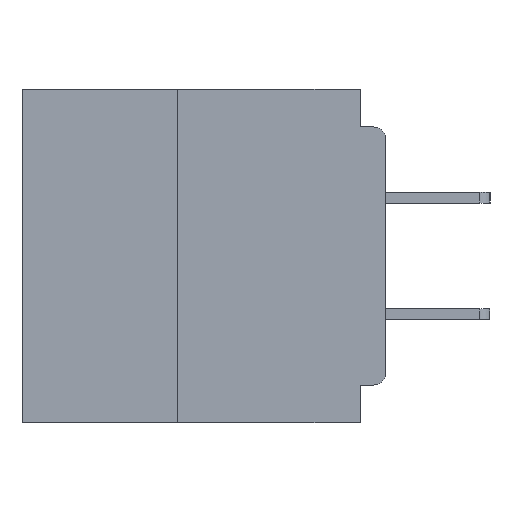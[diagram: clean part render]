
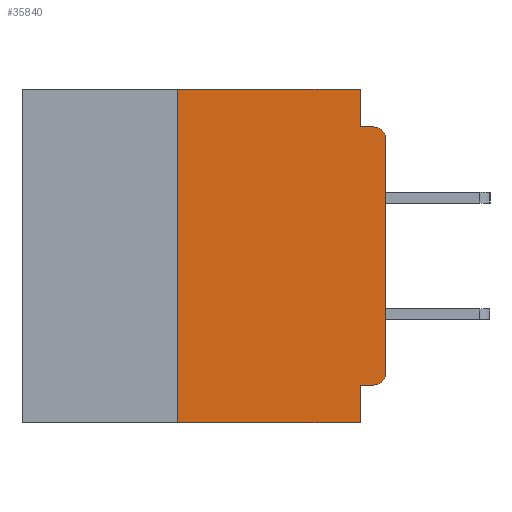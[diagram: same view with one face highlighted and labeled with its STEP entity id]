
A CAD part, left-side view. The second image highlights one B-rep face of the part: STEP entity #35840.
In plain terms, the highlighted planar face has unit normal (-1, 0, 0).
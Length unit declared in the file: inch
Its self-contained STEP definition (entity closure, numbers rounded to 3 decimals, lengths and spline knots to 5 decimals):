
#150 = DIRECTION ( 'NONE',  ( -1., 0., 0. ) ) ;
#1092 = VERTEX_POINT ( 'NONE', #26701 ) ;
#3638 = DIRECTION ( 'NONE',  ( 0., 0., -1. ) ) ;
#4122 = LINE ( 'NONE', #6784, #34997 ) ;
#4369 = VERTEX_POINT ( 'NONE', #6130 ) ;
#5166 = CARTESIAN_POINT ( 'NONE',  ( 0., 0., 0. ) ) ;
#5687 = DIRECTION ( 'NONE',  ( 0., -1., 0. ) ) ;
#6130 = CARTESIAN_POINT ( 'NONE',  ( 0., 0.015, -0.355 ) ) ;
#6784 = CARTESIAN_POINT ( 'NONE',  ( 0., 0.031, 0. ) ) ;
#7709 = VERTEX_POINT ( 'NONE', #38235 ) ;
#8027 = ORIENTED_EDGE ( 'NONE', *, *, #39952, .F. ) ;
#9154 = ORIENTED_EDGE ( 'NONE', *, *, #37226, .T. ) ;
#9834 = EDGE_CURVE ( 'NONE', #7709, #18447, #31217, .T. ) ;
#10795 = ORIENTED_EDGE ( 'NONE', *, *, #32633, .T. ) ;
#11079 = VERTEX_POINT ( 'NONE', #13461 ) ;
#11352 = EDGE_CURVE ( 'NONE', #4369, #13658, #33491, .T. ) ;
#11549 = VECTOR ( 'NONE', #36016, 39.37008 ) ;
#13191 = LINE ( 'NONE', #18811, #36768 ) ;
#13461 = CARTESIAN_POINT ( 'NONE',  ( 0., 0.031, 0. ) ) ;
#13658 = VERTEX_POINT ( 'NONE', #20927 ) ;
#13680 = ORIENTED_EDGE ( 'NONE', *, *, #37330, .F. ) ;
#13770 = DIRECTION ( 'NONE',  ( 0., -1., 0. ) ) ;
#14495 = LINE ( 'NONE', #24205, #30836 ) ;
#14813 = DIRECTION ( 'NONE',  ( -1., 0., 0. ) ) ;
#14983 = AXIS2_PLACEMENT_3D ( 'NONE', #26003, #38344, #19964 ) ;
#15309 = LINE ( 'NONE', #24889, #38862 ) ;
#16241 = EDGE_CURVE ( 'NONE', #13658, #19133, #19784, .T. ) ;
#16383 = LINE ( 'NONE', #32320, #24595 ) ;
#18267 = ORIENTED_EDGE ( 'NONE', *, *, #16241, .T. ) ;
#18447 = VERTEX_POINT ( 'NONE', #31829 ) ;
#18529 = ORIENTED_EDGE ( 'NONE', *, *, #28312, .F. ) ;
#18763 = CARTESIAN_POINT ( 'NONE',  ( 0., 0.015, -0.06 ) ) ;
#18811 = CARTESIAN_POINT ( 'NONE',  ( 0., 0., -0.355 ) ) ;
#19133 = VERTEX_POINT ( 'NONE', #20709 ) ;
#19551 = CARTESIAN_POINT ( 'NONE',  ( 0., 0.031, -0.4 ) ) ;
#19784 = LINE ( 'NONE', #5166, #11549 ) ;
#19964 = DIRECTION ( 'NONE',  ( 0., 0., -1. ) ) ;
#20709 = CARTESIAN_POINT ( 'NONE',  ( 0., 0., -0.06 ) ) ;
#20927 = CARTESIAN_POINT ( 'NONE',  ( 0., 0., -0.34 ) ) ;
#21604 = CARTESIAN_POINT ( 'NONE',  ( 0., 0.031, -0.045 ) ) ;
#21890 = DIRECTION ( 'NONE',  ( 0., 0., -1. ) ) ;
#22608 = FACE_OUTER_BOUND ( 'NONE', #25577, .T. ) ;
#22757 = VERTEX_POINT ( 'NONE', #28164 ) ;
#23102 = VECTOR ( 'NONE', #23737, 39.37008 ) ;
#23301 = DIRECTION ( 'NONE',  ( 0., 0., -1. ) ) ;
#23737 = DIRECTION ( 'NONE',  ( 0., 0., 1. ) ) ;
#24205 = CARTESIAN_POINT ( 'NONE',  ( 0., 0.437, 0. ) ) ;
#24595 = VECTOR ( 'NONE', #13770, 39.37008 ) ;
#24876 = DIRECTION ( 'NONE',  ( 0., 1., 0. ) ) ;
#24889 = CARTESIAN_POINT ( 'NONE',  ( 0., 0.437, -0.4 ) ) ;
#25577 = EDGE_LOOP ( 'NONE', ( #18267, #10795, #18529, #13680, #30350, #35613, #9154, #8027, #28690, #36998 ) ) ;
#26003 = CARTESIAN_POINT ( 'NONE',  ( 0., 0.437, 0. ) ) ;
#26701 = CARTESIAN_POINT ( 'NONE',  ( 0., 0.031, -0.355 ) ) ;
#27891 = EDGE_CURVE ( 'NONE', #18447, #11079, #14495, .T. ) ;
#27978 = DIRECTION ( 'NONE',  ( 0., -1., 0. ) ) ;
#28164 = CARTESIAN_POINT ( 'NONE',  ( 0., 0.015, -0.045 ) ) ;
#28312 = EDGE_CURVE ( 'NONE', #38310, #22757, #16383, .T. ) ;
#28690 = ORIENTED_EDGE ( 'NONE', *, *, #31989, .F. ) ;
#29083 = VECTOR ( 'NONE', #23301, 39.37008 ) ;
#30043 = LINE ( 'NONE', #32517, #29083 ) ;
#30350 = ORIENTED_EDGE ( 'NONE', *, *, #27891, .F. ) ;
#30836 = VECTOR ( 'NONE', #5687, 39.37008 ) ;
#31161 = AXIS2_PLACEMENT_3D ( 'NONE', #33214, #14813, #36295 ) ;
#31217 = LINE ( 'NONE', #35908, #23102 ) ;
#31829 = CARTESIAN_POINT ( 'NONE',  ( 0., 0.25, 0. ) ) ;
#31909 = CIRCLE ( 'NONE', #33676, 0.015 ) ;
#31989 = EDGE_CURVE ( 'NONE', #4369, #1092, #13191, .T. ) ;
#32320 = CARTESIAN_POINT ( 'NONE',  ( 0., 0., -0.045 ) ) ;
#32517 = CARTESIAN_POINT ( 'NONE',  ( 0., 0.031, -0.4 ) ) ;
#32633 = EDGE_CURVE ( 'NONE', #19133, #22757, #31909, .T. ) ;
#33214 = CARTESIAN_POINT ( 'NONE',  ( 0., 0.015, -0.34 ) ) ;
#33491 = CIRCLE ( 'NONE', #31161, 0.015 ) ;
#33676 = AXIS2_PLACEMENT_3D ( 'NONE', #18763, #150, #21890 ) ;
#34997 = VECTOR ( 'NONE', #3638, 39.37008 ) ;
#35244 = PLANE ( 'NONE',  #14983 ) ;
#35613 = ORIENTED_EDGE ( 'NONE', *, *, #9834, .F. ) ;
#35840 = ADVANCED_FACE ( 'NONE', ( #22608 ), #35244, .F. ) ;
#35908 = CARTESIAN_POINT ( 'NONE',  ( 0., 0.25, -0.4 ) ) ;
#36016 = DIRECTION ( 'NONE',  ( 0., 0., 1. ) ) ;
#36295 = DIRECTION ( 'NONE',  ( 0., 0., -1. ) ) ;
#36768 = VECTOR ( 'NONE', #24876, 39.37008 ) ;
#36998 = ORIENTED_EDGE ( 'NONE', *, *, #11352, .T. ) ;
#37226 = EDGE_CURVE ( 'NONE', #7709, #39269, #15309, .T. ) ;
#37330 = EDGE_CURVE ( 'NONE', #11079, #38310, #4122, .T. ) ;
#38235 = CARTESIAN_POINT ( 'NONE',  ( 0., 0.25, -0.4 ) ) ;
#38310 = VERTEX_POINT ( 'NONE', #21604 ) ;
#38344 = DIRECTION ( 'NONE',  ( 1., 0., 0. ) ) ;
#38862 = VECTOR ( 'NONE', #27978, 39.37008 ) ;
#39269 = VERTEX_POINT ( 'NONE', #19551 ) ;
#39952 = EDGE_CURVE ( 'NONE', #1092, #39269, #30043, .T. ) ;
